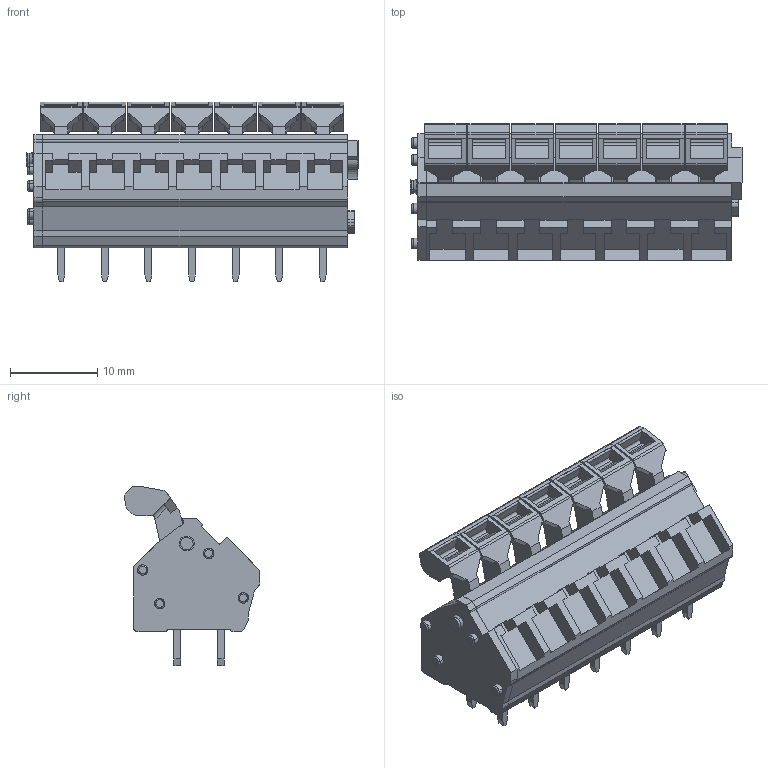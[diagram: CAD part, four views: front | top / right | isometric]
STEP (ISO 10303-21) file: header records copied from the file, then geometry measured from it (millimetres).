
FILE_DESCRIPTION(('CATIA V5 STEP Exchange','CAx-IF Rec.Pracs.--- Model Styling and Organization---1.4--- 2014-01-23'),'2;1');
FILE_NAME ('026349-2_0', '2022-08-09T09:27:10+00:00', ('none'), ('Weidmueller'), 'CATIA Version 5-6 Release 2016 SP3 HF44', 'CATIA V5 STEP AP214', 'none');
FILE_SCHEMA(('AUTOMOTIVE_DESIGN { 1 0 10303 214 1 1 1 1 }'));
Length unit declared in the file: millimetre
Products named in the file (1): 1914720000
Bounding box: 38.1 x 15.6 x 20.65 mm (x, y, z)
Volume: 5404.7 mm3; surface area: 3954.2 mm2
Topology: 23 solids, 23 shells, 715 faces, 1922 edges, 1272 vertices
Faces by surface type: plane 548, cylinder 143, cone 16, torus 8
Entity records: 22005 total; most frequent: CARTESIAN_POINT 4186, ORIENTED_EDGE 3844, DIRECTION 2982, EDGE_CURVE 1922, VECTOR 1608, LINE 1608, VERTEX_POINT 1272, AXIS2_PLACEMENT_3D 802
